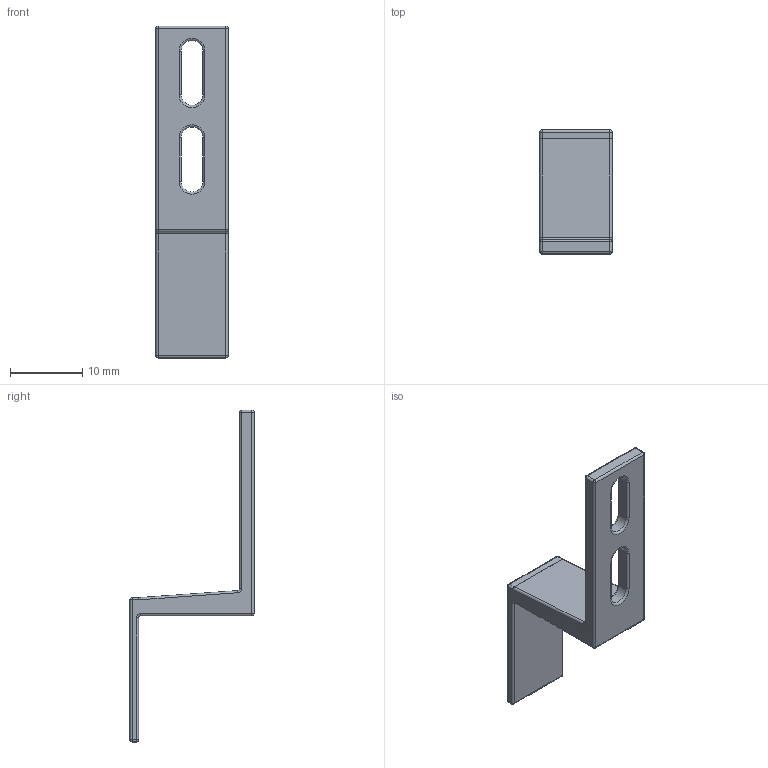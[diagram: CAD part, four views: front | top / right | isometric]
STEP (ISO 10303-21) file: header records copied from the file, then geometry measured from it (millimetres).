
FILE_DESCRIPTION(/* description */ (''),/* implementation_level */ '2;1');
FILE_NAME(/* name */ 'Fenstergitter_v3.step',/* time_stamp */ '2025-03-29T14:14:10+01:00',/* author */ (''),/* organization */ (''),/* preprocessor_version */ 'ST-DEVELOPER v20.1',/* originating_system */ 'Autodesk Translation Framework v14.4.0.0',/* authorisation */ '');
FILE_SCHEMA (('AUTOMOTIVE_DESIGN { 1 0 10303 214 3 1 1 }'));
Length unit declared in the file: millimetre
Products named in the file (1): Fenstergitter
Bounding box: 10 x 17.2 x 46 mm (x, y, z)
Volume: 1122.4 mm3; surface area: 1432.5 mm2
Topology: 1 solids, 1 shells, 80 faces, 170 edges, 92 vertices
Faces by surface type: cylinder 39, plane 15, torus 14, sphere 12
Entity records: 2155 total; most frequent: DIRECTION 424, CARTESIAN_POINT 343, ORIENTED_EDGE 340, AXIS2_PLACEMENT_3D 173, EDGE_CURVE 170, CIRCLE 92, VERTEX_POINT 92, EDGE_LOOP 84
